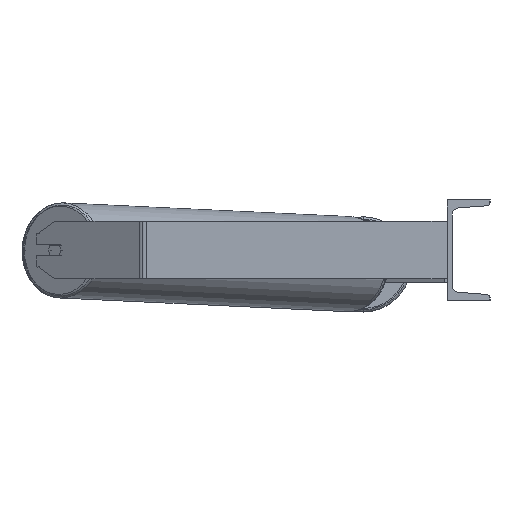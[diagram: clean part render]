
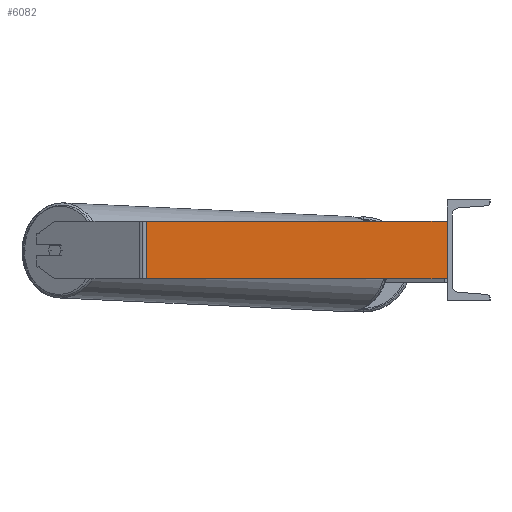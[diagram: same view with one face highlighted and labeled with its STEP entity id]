
A CAD part, left-side view. The second image highlights one B-rep face of the part: STEP entity #6082.
In plain terms, the highlighted planar face has unit normal (-1, 0, 0).
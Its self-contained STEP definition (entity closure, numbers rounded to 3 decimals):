
#204 = LINE ( 'NONE', #2959, #6547 ) ;
#393 = VERTEX_POINT ( 'NONE', #8951 ) ;
#791 = EDGE_CURVE ( 'NONE', #5898, #393, #8321, .T. ) ;
#813 = EDGE_CURVE ( 'NONE', #1024, #393, #204, .T. ) ;
#1024 = VERTEX_POINT ( 'NONE', #8264 ) ;
#1151 = VECTOR ( 'NONE', #5849, 1000. ) ;
#1196 = ORIENTED_EDGE ( 'NONE', *, *, #7034, .F. ) ;
#1671 = CARTESIAN_POINT ( 'NONE',  ( -1085., 420.436, 40. ) ) ;
#1914 = DIRECTION ( 'NONE',  ( 1., 0., 0. ) ) ;
#2959 = CARTESIAN_POINT ( 'NONE',  ( -1085., 425.481, -40. ) ) ;
#3016 = ORIENTED_EDGE ( 'NONE', *, *, #813, .T. ) ;
#3152 = LINE ( 'NONE', #8036, #4299 ) ;
#3154 = DIRECTION ( 'NONE',  ( 0., 0., -1. ) ) ;
#3244 = CARTESIAN_POINT ( 'NONE',  ( -1085., 420.436, 40. ) ) ;
#3343 = VECTOR ( 'NONE', #4879, 1000. ) ;
#3516 = CARTESIAN_POINT ( 'NONE',  ( -1085., 0., 40. ) ) ;
#3749 = LINE ( 'NONE', #1671, #1151 ) ;
#4299 = VECTOR ( 'NONE', #4609, 1000. ) ;
#4564 = FACE_OUTER_BOUND ( 'NONE', #7952, .T. ) ;
#4609 = DIRECTION ( 'NONE',  ( 0., -1., 0. ) ) ;
#4610 = CARTESIAN_POINT ( 'NONE',  ( -1085., 425.481, 40. ) ) ;
#4879 = DIRECTION ( 'NONE',  ( 0., 0., -1. ) ) ;
#5742 = AXIS2_PLACEMENT_3D ( 'NONE', #4610, #1914, #3154 ) ;
#5849 = DIRECTION ( 'NONE',  ( 0., 0., -1. ) ) ;
#5898 = VERTEX_POINT ( 'NONE', #6404 ) ;
#6082 = ADVANCED_FACE ( 'NONE', ( #4564 ), #7991, .F. ) ;
#6404 = CARTESIAN_POINT ( 'NONE',  ( -1085., 0., 40. ) ) ;
#6547 = VECTOR ( 'NONE', #7623, 1000. ) ;
#6934 = EDGE_CURVE ( 'NONE', #8679, #1024, #3749, .T. ) ;
#7034 = EDGE_CURVE ( 'NONE', #8679, #5898, #3152, .T. ) ;
#7129 = ORIENTED_EDGE ( 'NONE', *, *, #6934, .T. ) ;
#7623 = DIRECTION ( 'NONE',  ( 0., -1., 0. ) ) ;
#7667 = ORIENTED_EDGE ( 'NONE', *, *, #791, .F. ) ;
#7952 = EDGE_LOOP ( 'NONE', ( #3016, #7667, #1196, #7129 ) ) ;
#7991 = PLANE ( 'NONE',  #5742 ) ;
#8036 = CARTESIAN_POINT ( 'NONE',  ( -1085., 425.481, 40. ) ) ;
#8264 = CARTESIAN_POINT ( 'NONE',  ( -1085., 420.436, -40. ) ) ;
#8321 = LINE ( 'NONE', #3516, #3343 ) ;
#8679 = VERTEX_POINT ( 'NONE', #3244 ) ;
#8951 = CARTESIAN_POINT ( 'NONE',  ( -1085., 0., -40. ) ) ;
